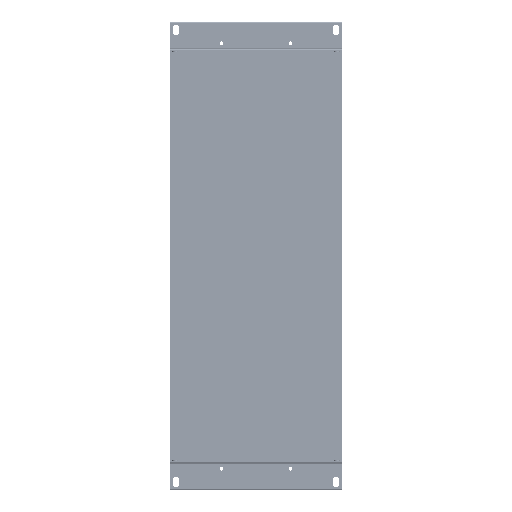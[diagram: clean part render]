
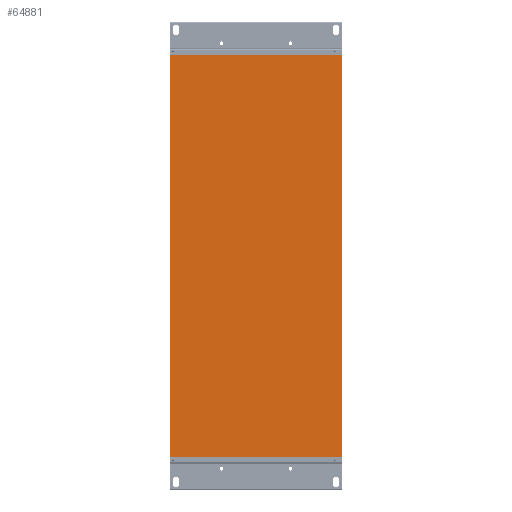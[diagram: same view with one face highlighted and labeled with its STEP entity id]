
A CAD part, left-side view. The second image highlights one B-rep face of the part: STEP entity #64881.
In plain terms, the highlighted planar face has unit normal (-1, 0, 0).
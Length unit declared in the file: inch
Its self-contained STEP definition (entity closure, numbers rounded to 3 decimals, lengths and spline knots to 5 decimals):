
#7514 = VECTOR ( 'NONE', #111410, 39.37008 ) ;
#16676 = VECTOR ( 'NONE', #147251, 39.37008 ) ;
#24134 = VERTEX_POINT ( 'NONE', #194717 ) ;
#26959 = DIRECTION ( 'NONE',  ( 0., 0., 1. ) ) ;
#27860 = AXIS2_PLACEMENT_3D ( 'NONE', #167210, #165058, #48771 ) ;
#30716 = VERTEX_POINT ( 'NONE', #212316 ) ;
#33292 = EDGE_CURVE ( 'NONE', #61033, #30716, #79070, .T. ) ;
#41916 = ORIENTED_EDGE ( 'NONE', *, *, #88210, .T. ) ;
#48771 = DIRECTION ( 'NONE',  ( 0., 0., -1. ) ) ;
#61033 = VERTEX_POINT ( 'NONE', #114840 ) ;
#61685 = ORIENTED_EDGE ( 'NONE', *, *, #201082, .T. ) ;
#64881 = ADVANCED_FACE ( 'NONE', ( #166128 ), #100147, .T. ) ;
#72934 = VECTOR ( 'NONE', #159712, 39.37008 ) ;
#76392 = CARTESIAN_POINT ( 'NONE',  ( 0., -3.485, 8.1752 ) ) ;
#79070 = LINE ( 'NONE', #199657, #16676 ) ;
#82333 = ORIENTED_EDGE ( 'NONE', *, *, #33292, .T. ) ;
#88210 = EDGE_CURVE ( 'NONE', #24134, #61033, #122850, .T. ) ;
#100147 = PLANE ( 'NONE',  #27860 ) ;
#109188 = LINE ( 'NONE', #177368, #7514 ) ;
#111410 = DIRECTION ( 'NONE',  ( 0., 1., 0. ) ) ;
#114840 = CARTESIAN_POINT ( 'NONE',  ( 0., 3.485, -8.1752 ) ) ;
#118390 = ORIENTED_EDGE ( 'NONE', *, *, #199162, .T. ) ;
#122850 = LINE ( 'NONE', #174241, #72934 ) ;
#129711 = CARTESIAN_POINT ( 'NONE',  ( 0., -3.485, 0. ) ) ;
#147251 = DIRECTION ( 'NONE',  ( 0., -1., 0. ) ) ;
#148856 = VERTEX_POINT ( 'NONE', #76392 ) ;
#149981 = EDGE_LOOP ( 'NONE', ( #82333, #61685, #118390, #41916 ) ) ;
#159712 = DIRECTION ( 'NONE',  ( 0., 0., -1. ) ) ;
#165058 = DIRECTION ( 'NONE',  ( -1., 0., 0. ) ) ;
#166128 = FACE_OUTER_BOUND ( 'NONE', #149981, .T. ) ;
#167210 = CARTESIAN_POINT ( 'NONE',  ( 0., 3.485, 0. ) ) ;
#174241 = CARTESIAN_POINT ( 'NONE',  ( 0., 3.485, 0. ) ) ;
#177368 = CARTESIAN_POINT ( 'NONE',  ( 0., 3.485, 8.1752 ) ) ;
#183146 = LINE ( 'NONE', #129711, #212095 ) ;
#194717 = CARTESIAN_POINT ( 'NONE',  ( 0., 3.485, 8.1752 ) ) ;
#199162 = EDGE_CURVE ( 'NONE', #148856, #24134, #109188, .T. ) ;
#199657 = CARTESIAN_POINT ( 'NONE',  ( 0., 3.485, -8.1752 ) ) ;
#201082 = EDGE_CURVE ( 'NONE', #30716, #148856, #183146, .T. ) ;
#212095 = VECTOR ( 'NONE', #26959, 39.37008 ) ;
#212316 = CARTESIAN_POINT ( 'NONE',  ( 0., -3.485, -8.1752 ) ) ;
